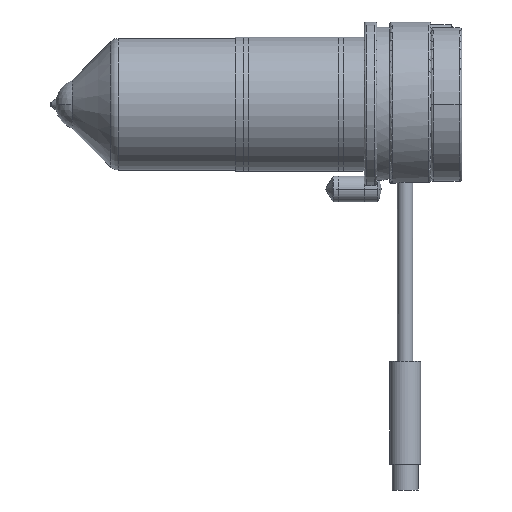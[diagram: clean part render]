
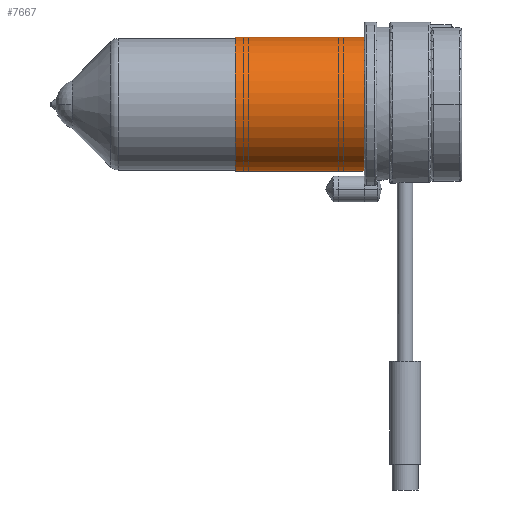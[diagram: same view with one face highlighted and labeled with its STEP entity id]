
A CAD part, front view. The second image highlights one B-rep face of the part: STEP entity #7667.
In plain terms, the highlighted cylindrical face has radius 13 mm (diameter 26 mm), a partial arc.
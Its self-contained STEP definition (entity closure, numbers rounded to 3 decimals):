
#48 = CARTESIAN_POINT ( 'NONE',  ( 0., 25., -13. ) ) ;
#167 = DIRECTION ( 'NONE',  ( 0., 0., -1. ) ) ;
#473 = EDGE_CURVE ( 'NONE', #2452, #4378, #1379, .T. ) ;
#855 = DIRECTION ( 'NONE',  ( 0., 0., -1. ) ) ;
#1379 = LINE ( 'NONE', #13224, #9443 ) ;
#1753 = DIRECTION ( 'NONE',  ( 0., -1., 0. ) ) ;
#1882 = CIRCLE ( 'NONE', #11056, 13. ) ;
#1894 = DIRECTION ( 'NONE',  ( 0., 0., -1. ) ) ;
#2197 = VERTEX_POINT ( 'NONE', #7376 ) ;
#2212 = EDGE_CURVE ( 'NONE', #2197, #2452, #1882, .T. ) ;
#2230 = DIRECTION ( 'NONE',  ( 0., -1., 0. ) ) ;
#2452 = VERTEX_POINT ( 'NONE', #48 ) ;
#2858 = CARTESIAN_POINT ( 'NONE',  ( 0., 0., -13. ) ) ;
#2933 = FACE_OUTER_BOUND ( 'NONE', #3027, .T. ) ;
#3027 = EDGE_LOOP ( 'NONE', ( #9685, #12958, #9968, #6723 ) ) ;
#3118 = CIRCLE ( 'NONE', #12125, 13. ) ;
#4215 = CARTESIAN_POINT ( 'NONE',  ( 0., 0., 13. ) ) ;
#4364 = CARTESIAN_POINT ( 'NONE',  ( 0., 0., 0. ) ) ;
#4378 = VERTEX_POINT ( 'NONE', #2858 ) ;
#5345 = AXIS2_PLACEMENT_3D ( 'NONE', #10300, #1753, #1894 ) ;
#6723 = ORIENTED_EDGE ( 'NONE', *, *, #10522, .F. ) ;
#6926 = EDGE_CURVE ( 'NONE', #2197, #10163, #9862, .T. ) ;
#7012 = VECTOR ( 'NONE', #8499, 1000. ) ;
#7376 = CARTESIAN_POINT ( 'NONE',  ( 0., 25., 13. ) ) ;
#7667 = ADVANCED_FACE ( 'NONE', ( #2933 ), #11691, .T. ) ;
#8499 = DIRECTION ( 'NONE',  ( 0., -1., 0. ) ) ;
#8542 = CARTESIAN_POINT ( 'NONE',  ( 0., 25., 0. ) ) ;
#9036 = DIRECTION ( 'NONE',  ( 0., -1., 0. ) ) ;
#9443 = VECTOR ( 'NONE', #9036, 1000. ) ;
#9685 = ORIENTED_EDGE ( 'NONE', *, *, #6926, .F. ) ;
#9862 = LINE ( 'NONE', #4215, #7012 ) ;
#9968 = ORIENTED_EDGE ( 'NONE', *, *, #473, .T. ) ;
#10163 = VERTEX_POINT ( 'NONE', #13089 ) ;
#10300 = CARTESIAN_POINT ( 'NONE',  ( 0., 0., 0. ) ) ;
#10522 = EDGE_CURVE ( 'NONE', #10163, #4378, #3118, .T. ) ;
#11056 = AXIS2_PLACEMENT_3D ( 'NONE', #8542, #12679, #855 ) ;
#11691 = CYLINDRICAL_SURFACE ( 'NONE', #5345, 13. ) ;
#12125 = AXIS2_PLACEMENT_3D ( 'NONE', #4364, #2230, #167 ) ;
#12679 = DIRECTION ( 'NONE',  ( 0., -1., 0. ) ) ;
#12958 = ORIENTED_EDGE ( 'NONE', *, *, #2212, .T. ) ;
#13089 = CARTESIAN_POINT ( 'NONE',  ( 0., 0., 13. ) ) ;
#13224 = CARTESIAN_POINT ( 'NONE',  ( 0., 0., -13. ) ) ;
